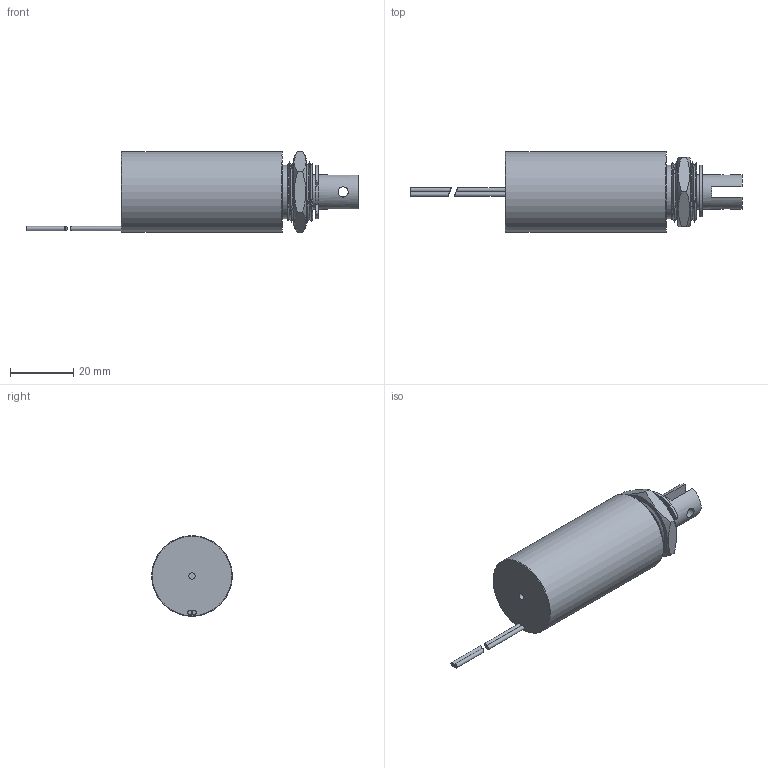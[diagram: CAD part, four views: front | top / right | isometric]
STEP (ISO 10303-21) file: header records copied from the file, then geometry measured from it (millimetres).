
FILE_DESCRIPTION( ( 'Unknown' ), '1' );
FILE_NAME( 'T2551L.stp', 'Unknown', ( 'Unknown' ), ( 'Unknown' ), 'PSStep 17.0.49', 'Unknown', ' ' );
FILE_SCHEMA( ( 'AUTOMOTIVE_DESIGN { 1 0 10303 214 1 1 1 1 }' ) );
Length unit declared in the file: millimetre
Products named in the file (7): Assem1; T2551L; T2551L-2; Nut UNF 3-4; E-ring 10,4mm
Assembly tree (6 placements, depth 2):
  Assem1
    T2551L
    T2551L
    T2551L
    T2551L-2
    Nut UNF 3-4
    E-ring 10,4mm
Bounding box: 104.6 x 25.4 x 25.4 mm (x, y, z)
Volume: 29640.1 mm3; surface area: 11689.4 mm2
Topology: 6 solids, 6 shells, 81 faces, 183 edges, 121 vertices
Faces by surface type: plane 35, cylinder 28, bspline 9, cone 7, torus 2
Full cylindrical faces by diameter (mm): 1.3 x4, 2 x1, 3.2 x2, 10.4 x1, 11 x3, 16.79 x1, 25.4 x1
Entity records: 5697 total; most frequent: CARTESIAN_POINT 3289, DIRECTION 335, ORIENTED_EDGE 314, EDGE_CURVE 157, AXIS2_PLACEMENT_3D 144, EDGE_LOOP 116, VERTEX_POINT 115, FACE_OUTER_BOUND 96
